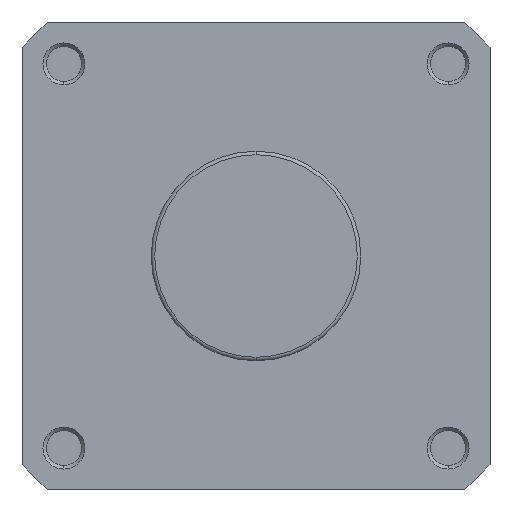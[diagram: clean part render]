
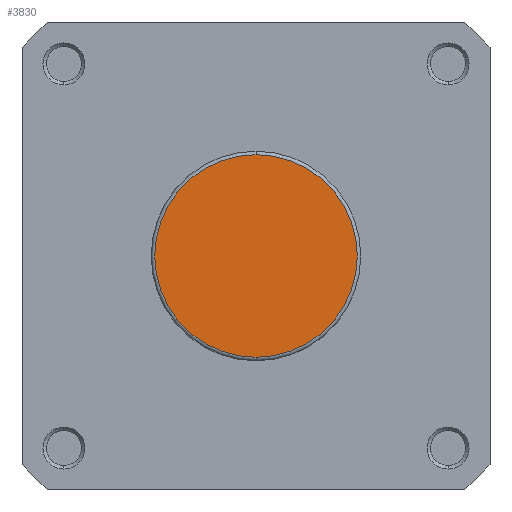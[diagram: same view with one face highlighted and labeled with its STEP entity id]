
A CAD part, left-side view. The second image highlights one B-rep face of the part: STEP entity #3830.
In plain terms, the highlighted planar face has unit normal (-1, 0, 0).
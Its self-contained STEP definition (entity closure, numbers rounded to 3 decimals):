
#86 = CARTESIAN_POINT ( 'NONE',  ( 0., 0., 29. ) ) ;
#87 = CARTESIAN_POINT ( 'NONE',  ( 0., 0., -29. ) ) ;
#479 = VERTEX_POINT ( 'NONE', #87 ) ;
#480 = VERTEX_POINT ( 'NONE', #86 ) ;
#1481 = FACE_OUTER_BOUND ( 'NONE', #5958, .T. ) ;
#1875 = CIRCLE ( 'NONE', #4632, 29. ) ;
#2127 = CARTESIAN_POINT ( 'NONE',  ( 0., 30., 0. ) ) ;
#2128 = PLANE ( 'NONE',  #4487 ) ;
#2130 = DIRECTION ( 'NONE',  ( 1., 0., 0. ) ) ;
#2131 = DIRECTION ( 'NONE',  ( 0., 0., -1. ) ) ;
#2829 = CARTESIAN_POINT ( 'NONE',  ( 0., 0., 0. ) ) ;
#2830 = DIRECTION ( 'NONE',  ( -1., 0., 0. ) ) ;
#2831 = DIRECTION ( 'NONE',  ( 0., 0., -1. ) ) ;
#2972 = CARTESIAN_POINT ( 'NONE',  ( 0., 0., 0. ) ) ;
#2979 = DIRECTION ( 'NONE',  ( -1., 0., 0. ) ) ;
#2980 = DIRECTION ( 'NONE',  ( 0., 0., -1. ) ) ;
#3230 = CIRCLE ( 'NONE', #4663, 29. ) ;
#3830 = ADVANCED_FACE ( 'NONE', ( #1481 ), #2128, .F. ) ;
#4084 = EDGE_CURVE ( 'NONE', #480, #479, #1875, .T. ) ;
#4143 = EDGE_CURVE ( 'NONE', #479, #480, #3230, .T. ) ;
#4487 = AXIS2_PLACEMENT_3D ( 'NONE', #2127, #2130, #2131 ) ;
#4632 = AXIS2_PLACEMENT_3D ( 'NONE', #2829, #2830, #2831 ) ;
#4663 = AXIS2_PLACEMENT_3D ( 'NONE', #2972, #2979, #2980 ) ;
#5958 = EDGE_LOOP ( 'NONE', ( #6338, #6337 ) ) ;
#6337 = ORIENTED_EDGE ( 'NONE', *, *, #4084, .T. ) ;
#6338 = ORIENTED_EDGE ( 'NONE', *, *, #4143, .T. ) ;
